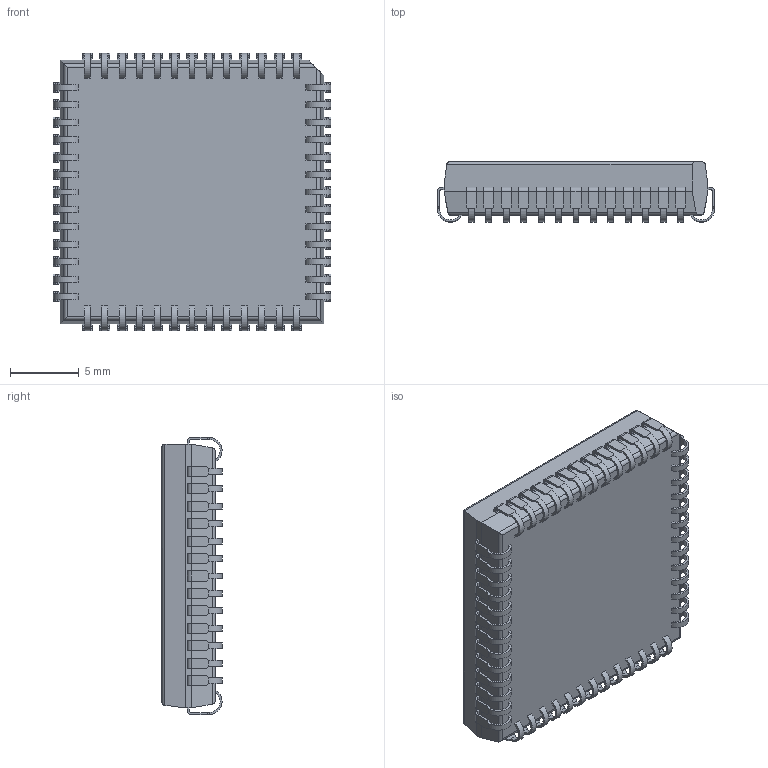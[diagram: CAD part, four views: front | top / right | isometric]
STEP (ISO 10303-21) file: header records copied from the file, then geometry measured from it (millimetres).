
FILE_DESCRIPTION (( 'STEP AP214' ), '1' );
FILE_NAME ('User Library-PLCC52.STEP', '2011-06-14T08:05:46', ( 'sysAdmin' ), ( 'SolidWorks' ), 'SwSTEP 2.0', 'SolidWorks 2011', '' );
FILE_SCHEMA (( 'AUTOMOTIVE_DESIGN' ));
Length unit declared in the file: inch
Products named in the file (1): User Library-PLCC52
Bounding box: 20.19 x 4.38 x 20.19 mm (x, y, z)
Volume: 1413 mm3; surface area: 1281.8 mm2
Topology: 1 solids, 1 shells, 750 faces, 2233 edges, 1485 vertices
Faces by surface type: plane 534, cylinder 216
Entity records: 35028 total; most frequent: CARTESIAN_POINT 4815, ORIENTED_EDGE 4466, DIRECTION 4037, EDGE_CURVE 2233, VECTOR 1703, LINE 1703, VERTEX_POINT 1485, AXIS2_PLACEMENT_3D 1167
